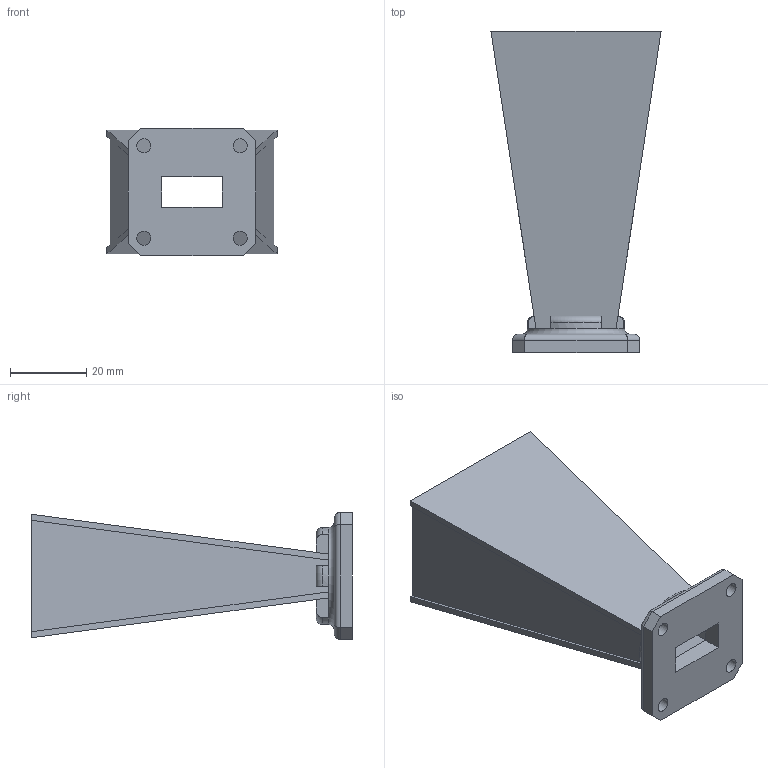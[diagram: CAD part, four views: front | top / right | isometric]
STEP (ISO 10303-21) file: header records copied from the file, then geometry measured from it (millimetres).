
FILE_DESCRIPTION (( 'STEP AP214' ), '1' );
FILE_NAME ('FM9854B-15.STEP', '2021-01-06T14:11:22', ( '' ), ( '' ), 'SwSTEP 2.0', 'SolidWorks 2018', '' );
FILE_SCHEMA (( 'AUTOMOTIVE_DESIGN' ));
Length unit declared in the file: inch
Products named in the file (1): FM9854B-15
Bounding box: 44.55 x 84.07 x 33.32 mm (x, y, z)
Volume: 18212.3 mm3; surface area: 19315.8 mm2
Topology: 1 solids, 1 shells, 65 faces, 173 edges, 111 vertices
Faces by surface type: plane 47, cylinder 13, torus 5
Full cylindrical faces by diameter (mm): 3.658 x4, 25.4 x1
Entity records: 2098 total; most frequent: CARTESIAN_POINT 474, ORIENTED_EDGE 332, DIRECTION 304, EDGE_CURVE 166, VECTOR 128, LINE 128, VERTEX_POINT 110, AXIS2_PLACEMENT_3D 88
